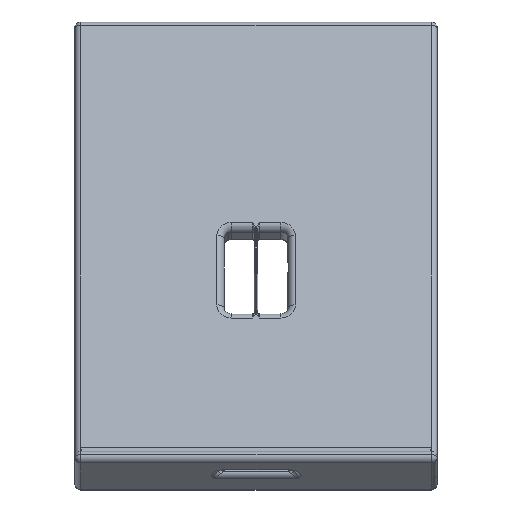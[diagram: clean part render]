
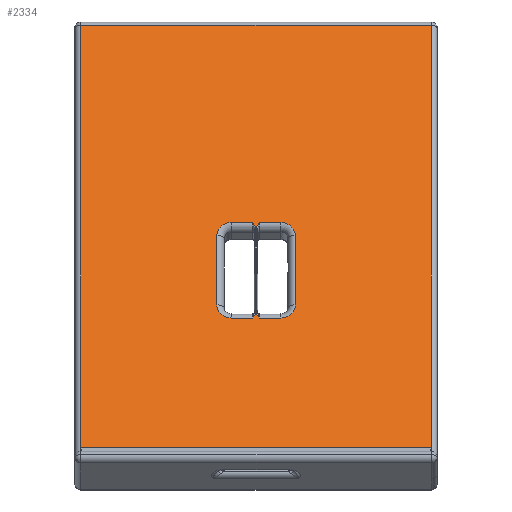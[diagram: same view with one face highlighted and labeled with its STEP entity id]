
A CAD part, front view. The second image highlights one B-rep face of the part: STEP entity #2334.
In plain terms, the highlighted planar face has unit normal (0, -0.906, 0.423).
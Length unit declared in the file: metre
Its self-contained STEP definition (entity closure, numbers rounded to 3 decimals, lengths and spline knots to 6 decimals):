
#157=B_SPLINE_CURVE_WITH_KNOTS('',3,(#3562,#3563,#3564,#3565,#3566),
 .UNSPECIFIED.,.F.,.F.,(4,1,4),(0.,0.001635,0.003271),
 .UNSPECIFIED.);
#158=B_SPLINE_CURVE_WITH_KNOTS('',3,(#3578,#3579,#3580,#3581,#3582),
 .UNSPECIFIED.,.F.,.F.,(4,1,4),(0.,0.001635,
0.003271),.UNSPECIFIED.);
#159=B_SPLINE_CURVE_WITH_KNOTS('',3,(#3586,#3587,#3588,#3589,#3590),
 .UNSPECIFIED.,.F.,.F.,(4,1,4),(0.,0.001635,0.003271),
 .UNSPECIFIED.);
#160=B_SPLINE_CURVE_WITH_KNOTS('',3,(#3594,#3595,#3596,#3597,#3598),
 .UNSPECIFIED.,.F.,.F.,(4,1,4),(0.,0.001635,
0.003271),.UNSPECIFIED.);
#241=LINE('',#3559,#367);
#242=LINE('',#3568,#368);
#243=LINE('',#3572,#369);
#244=LINE('',#3576,#370);
#245=LINE('',#3583,#371);
#246=LINE('',#3592,#372);
#247=LINE('',#3600,#373);
#248=LINE('',#3604,#374);
#249=LINE('',#3607,#375);
#250=LINE('',#3610,#376);
#251=LINE('',#3612,#377);
#252=LINE('',#3614,#378);
#367=VECTOR('',#2831,1.);
#368=VECTOR('',#2832,1.);
#369=VECTOR('',#2835,1.);
#370=VECTOR('',#2838,1.);
#371=VECTOR('',#2839,1.);
#372=VECTOR('',#2840,1.);
#373=VECTOR('',#2841,1.);
#374=VECTOR('',#2844,1.);
#375=VECTOR('',#2847,1.);
#376=VECTOR('',#2848,1.);
#377=VECTOR('',#2849,1.);
#378=VECTOR('',#2850,1.);
#495=ORIENTED_EDGE('',*,*,#1227,.T.);
#496=ORIENTED_EDGE('',*,*,#1228,.T.);
#497=ORIENTED_EDGE('',*,*,#1229,.T.);
#498=ORIENTED_EDGE('',*,*,#1230,.F.);
#499=ORIENTED_EDGE('',*,*,#1231,.T.);
#500=ORIENTED_EDGE('',*,*,#1232,.F.);
#501=ORIENTED_EDGE('',*,*,#1233,.T.);
#502=ORIENTED_EDGE('',*,*,#1234,.T.);
#503=ORIENTED_EDGE('',*,*,#1235,.T.);
#504=ORIENTED_EDGE('',*,*,#1236,.T.);
#505=ORIENTED_EDGE('',*,*,#1237,.T.);
#506=ORIENTED_EDGE('',*,*,#1238,.T.);
#507=ORIENTED_EDGE('',*,*,#1239,.T.);
#508=ORIENTED_EDGE('',*,*,#1240,.F.);
#509=ORIENTED_EDGE('',*,*,#1241,.T.);
#510=ORIENTED_EDGE('',*,*,#1242,.F.);
#511=ORIENTED_EDGE('',*,*,#1243,.T.);
#512=ORIENTED_EDGE('',*,*,#1244,.T.);
#513=ORIENTED_EDGE('',*,*,#1245,.T.);
#514=ORIENTED_EDGE('',*,*,#1246,.T.);
#1227=EDGE_CURVE('',#1593,#1594,#241,.T.);
#1228=EDGE_CURVE('',#1594,#1595,#157,.T.);
#1229=EDGE_CURVE('',#1595,#1596,#242,.T.);
#1230=EDGE_CURVE('',#1597,#1596,#1789,.T.);
#1231=EDGE_CURVE('',#1597,#1598,#243,.T.);
#1232=EDGE_CURVE('',#1599,#1598,#1790,.T.);
#1233=EDGE_CURVE('',#1599,#1600,#244,.F.);
#1234=EDGE_CURVE('',#1600,#1593,#158,.F.);
#1235=EDGE_CURVE('',#1601,#1602,#245,.T.);
#1236=EDGE_CURVE('',#1602,#1603,#159,.F.);
#1237=EDGE_CURVE('',#1603,#1604,#246,.T.);
#1238=EDGE_CURVE('',#1604,#1605,#160,.T.);
#1239=EDGE_CURVE('',#1605,#1606,#247,.F.);
#1240=EDGE_CURVE('',#1607,#1606,#1791,.T.);
#1241=EDGE_CURVE('',#1607,#1608,#248,.F.);
#1242=EDGE_CURVE('',#1601,#1608,#1792,.T.);
#1243=EDGE_CURVE('',#1609,#1610,#249,.F.);
#1244=EDGE_CURVE('',#1610,#1611,#250,.F.);
#1245=EDGE_CURVE('',#1611,#1612,#251,.T.);
#1246=EDGE_CURVE('',#1612,#1609,#252,.T.);
#1593=VERTEX_POINT('',#3560);
#1594=VERTEX_POINT('',#3561);
#1595=VERTEX_POINT('',#3567);
#1596=VERTEX_POINT('',#3569);
#1597=VERTEX_POINT('',#3571);
#1598=VERTEX_POINT('',#3573);
#1599=VERTEX_POINT('',#3575);
#1600=VERTEX_POINT('',#3577);
#1601=VERTEX_POINT('',#3584);
#1602=VERTEX_POINT('',#3585);
#1603=VERTEX_POINT('',#3591);
#1604=VERTEX_POINT('',#3593);
#1605=VERTEX_POINT('',#3599);
#1606=VERTEX_POINT('',#3601);
#1607=VERTEX_POINT('',#3603);
#1608=VERTEX_POINT('',#3605);
#1609=VERTEX_POINT('',#3608);
#1610=VERTEX_POINT('',#3609);
#1611=VERTEX_POINT('',#3611);
#1612=VERTEX_POINT('',#3613);
#1789=CIRCLE('',#2512,0.006);
#1790=CIRCLE('',#2513,0.006);
#1791=CIRCLE('',#2514,0.006);
#1792=CIRCLE('',#2515,0.006);
#1953=EDGE_LOOP('',(#495,#496,#497,#498,#499,#500,#501,#502));
#1954=EDGE_LOOP('',(#503,#504,#505,#506,#507,#508,#509,#510));
#1955=EDGE_LOOP('',(#511,#512,#513,#514));
#2131=FACE_BOUND('',#1953,.T.);
#2132=FACE_BOUND('',#1954,.T.);
#2133=FACE_BOUND('',#1955,.T.);
#2309=PLANE('',#2511);
#2334=ADVANCED_FACE('',(#2131,#2132,#2133),#2309,.T.);
#2511=AXIS2_PLACEMENT_3D('',#3558,#2829,#2830);
#2512=AXIS2_PLACEMENT_3D('',#3570,#2833,#2834);
#2513=AXIS2_PLACEMENT_3D('',#3574,#2836,#2837);
#2514=AXIS2_PLACEMENT_3D('',#3602,#2842,#2843);
#2515=AXIS2_PLACEMENT_3D('',#3606,#2845,#2846);
#2829=DIRECTION('',(0.,-0.906,0.423));
#2830=DIRECTION('',(0.,-0.423,-0.906));
#2831=DIRECTION('',(0.,0.423,0.906));
#2832=DIRECTION('',(1.,0.,0.));
#2833=DIRECTION('',(0.,-0.906,0.423));
#2834=DIRECTION('',(0.,-0.423,-0.906));
#2835=DIRECTION('',(0.,-0.423,-0.906));
#2836=DIRECTION('',(0.,-0.906,0.423));
#2837=DIRECTION('',(0.,-0.423,-0.906));
#2838=DIRECTION('',(1.,0.,0.));
#2839=DIRECTION('',(1.,0.,0.));
#2840=DIRECTION('',(0.,-0.423,-0.906));
#2841=DIRECTION('',(1.,0.,0.));
#2842=DIRECTION('',(0.,-0.906,0.423));
#2843=DIRECTION('',(0.,-0.423,-0.906));
#2844=DIRECTION('',(0.,-0.423,-0.906));
#2845=DIRECTION('',(0.,-0.906,0.423));
#2846=DIRECTION('',(0.,-0.423,-0.906));
#2847=DIRECTION('',(-1.,0.,0.));
#2848=DIRECTION('',(0.,-0.423,-0.906));
#2849=DIRECTION('',(-1.,0.,0.));
#2850=DIRECTION('',(0.,-0.423,-0.906));
#3558=CARTESIAN_POINT('',(0.000015,0.049781,0.31729));
#3559=CARTESIAN_POINT('',(0.000093,0.049781,0.31729));
#3560=CARTESIAN_POINT('',(0.000093,-0.006648,0.196278));
#3561=CARTESIAN_POINT('',(0.000093,0.00939,0.230673));
#3562=CARTESIAN_POINT('',(0.000093,0.00939,0.230673));
#3563=CARTESIAN_POINT('',(0.000093,0.009624,0.231174));
#3564=CARTESIAN_POINT('',(0.00048,0.010067,0.232125));
#3565=CARTESIAN_POINT('',(0.001158,0.010434,0.23291));
#3566=CARTESIAN_POINT('',(0.001493,0.010615,0.233299));
#3567=CARTESIAN_POINT('',(0.001493,0.010615,0.233299));
#3568=CARTESIAN_POINT('',(0.000015,0.010615,0.233299));
#3569=CARTESIAN_POINT('',(0.010317,0.010615,0.233299));
#3570=CARTESIAN_POINT('',(0.010317,0.00808,0.227862));
#3571=CARTESIAN_POINT('',(0.016317,0.00808,0.227862));
#3572=CARTESIAN_POINT('',(0.016317,0.049781,0.31729));
#3573=CARTESIAN_POINT('',(0.016317,-0.005337,0.199089));
#3574=CARTESIAN_POINT('',(0.010317,-0.005337,0.199089));
#3575=CARTESIAN_POINT('',(0.010317,-0.007873,0.193651));
#3576=CARTESIAN_POINT('',(0.000793,-0.007873,0.193651));
#3577=CARTESIAN_POINT('',(0.001493,-0.007873,0.193651));
#3578=CARTESIAN_POINT('',(0.000093,-0.006648,0.196278));
#3579=CARTESIAN_POINT('',(0.000093,-0.006882,0.195777));
#3580=CARTESIAN_POINT('',(0.00048,-0.007325,0.194826));
#3581=CARTESIAN_POINT('',(0.001158,-0.007691,0.194041));
#3582=CARTESIAN_POINT('',(0.001493,-0.007873,0.193651));
#3583=CARTESIAN_POINT('',(0.000015,0.010615,0.233299));
#3584=CARTESIAN_POINT('',(-0.010208,0.010615,0.233299));
#3585=CARTESIAN_POINT('',(-0.001407,0.010615,0.233299));
#3586=CARTESIAN_POINT('',(-0.000007,0.00939,0.230673));
#3587=CARTESIAN_POINT('',(-0.000007,0.009624,0.231174));
#3588=CARTESIAN_POINT('',(-0.000394,0.010067,0.232125));
#3589=CARTESIAN_POINT('',(-0.001071,0.010434,0.23291));
#3590=CARTESIAN_POINT('',(-0.001407,0.010615,0.233299));
#3591=CARTESIAN_POINT('',(-0.000007,0.00939,0.230673));
#3592=CARTESIAN_POINT('',(-0.000007,0.049781,0.31729));
#3593=CARTESIAN_POINT('',(-0.000007,-0.006648,0.196278));
#3594=CARTESIAN_POINT('',(-0.000007,-0.006648,0.196278));
#3595=CARTESIAN_POINT('',(-0.000007,-0.006882,0.195777));
#3596=CARTESIAN_POINT('',(-0.000394,-0.007325,0.194826));
#3597=CARTESIAN_POINT('',(-0.001071,-0.007691,0.194041));
#3598=CARTESIAN_POINT('',(-0.001407,-0.007873,0.193651));
#3599=CARTESIAN_POINT('',(-0.001407,-0.007873,0.193651));
#3600=CARTESIAN_POINT('',(-0.013208,-0.007873,0.193651));
#3601=CARTESIAN_POINT('',(-0.010208,-0.007873,0.193651));
#3602=CARTESIAN_POINT('',(-0.010208,-0.005337,0.199089));
#3603=CARTESIAN_POINT('',(-0.016208,-0.005337,0.199089));
#3604=CARTESIAN_POINT('',(-0.016208,0.009347,0.230581));
#3605=CARTESIAN_POINT('',(-0.016208,0.00808,0.227862));
#3606=CARTESIAN_POINT('',(-0.010208,0.00808,0.227862));
#3607=CARTESIAN_POINT('',(0.075235,-0.0358,0.133762));
#3608=CARTESIAN_POINT('',(-0.072648,-0.0358,0.133762));
#3609=CARTESIAN_POINT('',(0.072735,-0.0358,0.133762));
#3610=CARTESIAN_POINT('',(0.072735,0.049781,0.31729));
#3611=CARTESIAN_POINT('',(0.072735,0.048724,0.315024));
#3612=CARTESIAN_POINT('',(0.000015,0.048724,0.315024));
#3613=CARTESIAN_POINT('',(-0.072648,0.048724,0.315024));
#3614=CARTESIAN_POINT('',(-0.072648,0.049781,0.31729));
